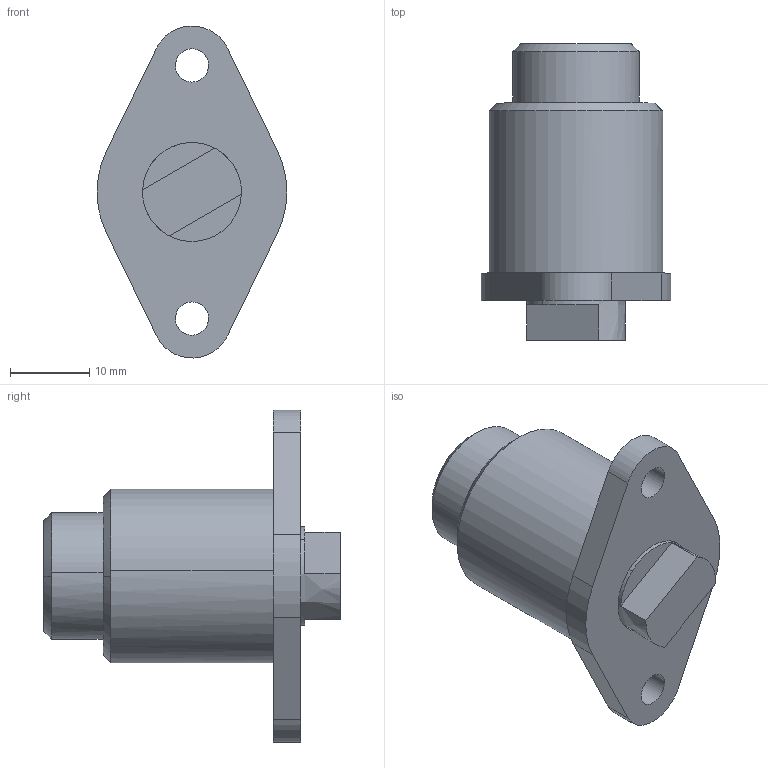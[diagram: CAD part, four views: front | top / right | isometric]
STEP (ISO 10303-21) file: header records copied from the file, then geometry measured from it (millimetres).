
FILE_DESCRIPTION((''),'2;1');
FILE_NAME('','2005-04-20T11:36:18',(''),(''),'','CADfix','');
FILE_SCHEMA(('AUTOMOTIVE_DESIGN'));
Length unit declared in the file: millimetre
Products named in the file (3): shaft_mr; housing; TM_255_20_RR_67_36
Assembly tree (2 placements, depth 2):
  TM_255_20_RR_67_36
    shaft_mr
    housing
Bounding box: 24 x 37.5 x 41.99 mm (x, y, z)
Volume: 12287.6 mm3; surface area: 4263.1 mm2
Topology: 2 solids, 2 shells, 56 faces, 175 edges, 127 vertices
Faces by surface type: bspline 56
Entity records: 2159 total; most frequent: CARTESIAN_POINT 1148, ORIENTED_EDGE 350, EDGE_CURVE 175, VERTEX_POINT 127, QUASI_UNIFORM_CURVE 68, EDGE_LOOP 64, FACE_OUTER_BOUND 56, ADVANCED_FACE 56
